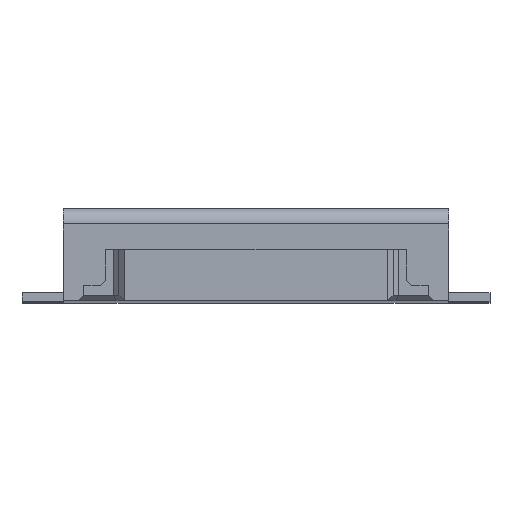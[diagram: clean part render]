
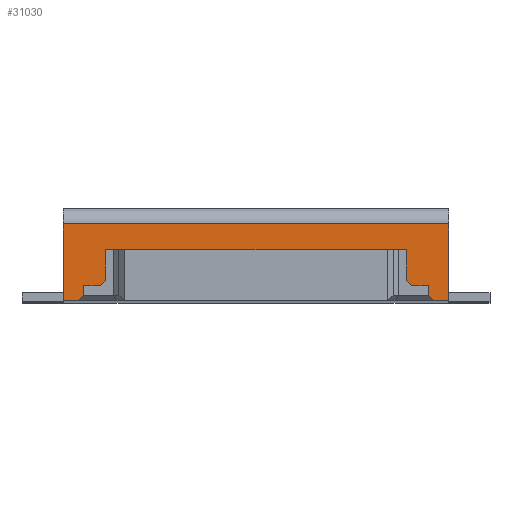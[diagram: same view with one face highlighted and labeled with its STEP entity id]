
A CAD part, top view. The second image highlights one B-rep face of the part: STEP entity #31030.
In plain terms, the highlighted planar face has unit normal (0, 0, 1).
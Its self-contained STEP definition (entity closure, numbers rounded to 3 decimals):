
#20150=CARTESIAN_POINT('',(-1.88,0.,9.11));
#20160=VERTEX_POINT('',#20150);
#20190=CARTESIAN_POINT('',(0.,0.,9.11));
#20200=DIRECTION('',(-1.,0.,0.));
#20210=VECTOR('',#20200,1.);
#20220=LINE('',#20190,#20210);
#20230=CARTESIAN_POINT('',(-1.73,0.,9.11));
#20240=VERTEX_POINT('',#20230);
#20250=EDGE_CURVE('',#20240,#20160,#20220,.T.);
#20950=CARTESIAN_POINT('',(1.73,0.,9.11));
#20960=VERTEX_POINT('',#20950);
#20990=CARTESIAN_POINT('',(1.88,0.,9.11));
#21000=VERTEX_POINT('',#20990);
#21010=EDGE_CURVE('',#21000,#20960,#20220,.T.);
#29860=CARTESIAN_POINT('',(1.88,0.,9.11));
#29870=DIRECTION('',(0.,0.,1.));
#29880=DIRECTION('',(1.,0.,0.));
#29890=AXIS2_PLACEMENT_3D('',#29860,#29870,#29880);
#29900=PLANE('',#29890);
#29910=CARTESIAN_POINT('',(0.,0.75,9.11));
#29920=DIRECTION('',(1.,0.,0.));
#29930=VECTOR('',#29920,1.);
#29940=LINE('',#29910,#29930);
#29950=CARTESIAN_POINT('',(-1.88,0.75,9.11));
#29960=VERTEX_POINT('',#29950);
#29970=CARTESIAN_POINT('',(1.88,0.75,9.11));
#29980=VERTEX_POINT('',#29970);
#29990=EDGE_CURVE('',#29960,#29980,#29940,.T.);
#30000=ORIENTED_EDGE('',*,*,#29990,.F.);
#30010=CARTESIAN_POINT('',(1.88,0.,9.11));
#30020=DIRECTION('',(0.,-1.,0.));
#30030=VECTOR('',#30020,1.);
#30040=LINE('',#30010,#30030);
#30050=EDGE_CURVE('',#29980,#21000,#30040,.T.);
#30060=ORIENTED_EDGE('',*,*,#30050,.F.);
#30070=ORIENTED_EDGE('',*,*,#21010,.F.);
#30080=CARTESIAN_POINT('',(0.,1.73,9.11));
#30090=DIRECTION('',(0.707,-0.707,0.));
#30100=VECTOR('',#30090,1.);
#30110=LINE('',#30080,#30100);
#30120=CARTESIAN_POINT('',(1.68,0.05,9.11));
#30130=VERTEX_POINT('',#30120);
#30140=EDGE_CURVE('',#30130,#20960,#30110,.T.);
#30150=ORIENTED_EDGE('',*,*,#30140,.T.);
#30160=CARTESIAN_POINT('',(1.68,0.,9.11));
#30170=DIRECTION('',(0.,1.,0.));
#30180=VECTOR('',#30170,1.);
#30190=LINE('',#30160,#30180);
#30200=CARTESIAN_POINT('',(1.68,0.15,9.11));
#30210=VERTEX_POINT('',#30200);
#30220=EDGE_CURVE('',#30130,#30210,#30190,.T.);
#30230=ORIENTED_EDGE('',*,*,#30220,.F.);
#30240=CARTESIAN_POINT('',(0.,0.15,9.11));
#30250=DIRECTION('',(1.,0.,0.));
#30260=VECTOR('',#30250,1.);
#30270=LINE('',#30240,#30260);
#30280=CARTESIAN_POINT('',(1.515,0.15,9.11));
#30290=VERTEX_POINT('',#30280);
#30300=EDGE_CURVE('',#30290,#30210,#30270,.T.);
#30310=ORIENTED_EDGE('',*,*,#30300,.T.);
#30320=CARTESIAN_POINT('',(0.,1.665,9.11));
#30330=DIRECTION('',(-0.707,0.707,0.));
#30340=VECTOR('',#30330,1.);
#30350=LINE('',#30320,#30340);
#30360=CARTESIAN_POINT('',(1.465,0.2,9.11));
#30370=VERTEX_POINT('',#30360);
#30380=EDGE_CURVE('',#30290,#30370,#30350,.T.);
#30390=ORIENTED_EDGE('',*,*,#30380,.F.);
#30400=CARTESIAN_POINT('',(1.465,0.,9.11));
#30410=DIRECTION('',(0.,1.,0.));
#30420=VECTOR('',#30410,1.);
#30430=LINE('',#30400,#30420);
#30440=CARTESIAN_POINT('',(1.465,0.5,9.11));
#30450=VERTEX_POINT('',#30440);
#30460=EDGE_CURVE('',#30370,#30450,#30430,.T.);
#30470=ORIENTED_EDGE('',*,*,#30460,.F.);
#30480=CARTESIAN_POINT('',(0.,0.5,9.11));
#30490=DIRECTION('',(-1.,0.,0.));
#30500=VECTOR('',#30490,1.);
#30510=LINE('',#30480,#30500);
#30520=CARTESIAN_POINT('',(-1.465,0.5,9.11));
#30530=VERTEX_POINT('',#30520);
#30540=EDGE_CURVE('',#30450,#30530,#30510,.T.);
#30550=ORIENTED_EDGE('',*,*,#30540,.F.);
#30560=CARTESIAN_POINT('',(-1.465,0.,9.11));
#30570=DIRECTION('',(0.,-1.,0.));
#30580=VECTOR('',#30570,1.);
#30590=LINE('',#30560,#30580);
#30600=CARTESIAN_POINT('',(-1.465,0.2,9.11));
#30610=VERTEX_POINT('',#30600);
#30620=EDGE_CURVE('',#30530,#30610,#30590,.T.);
#30630=ORIENTED_EDGE('',*,*,#30620,.F.);
#30640=CARTESIAN_POINT('',(0.,1.665,9.11));
#30650=DIRECTION('',(-0.707,-0.707,0.));
#30660=VECTOR('',#30650,1.);
#30670=LINE('',#30640,#30660);
#30680=CARTESIAN_POINT('',(-1.515,0.15,9.11));
#30690=VERTEX_POINT('',#30680);
#30700=EDGE_CURVE('',#30610,#30690,#30670,.T.);
#30710=ORIENTED_EDGE('',*,*,#30700,.F.);
#30720=CARTESIAN_POINT('',(0.,0.15,9.11));
#30730=DIRECTION('',(1.,0.,0.));
#30740=VECTOR('',#30730,1.);
#30750=LINE('',#30720,#30740);
#30760=CARTESIAN_POINT('',(-1.68,0.15,9.11));
#30770=VERTEX_POINT('',#30760);
#30780=EDGE_CURVE('',#30770,#30690,#30750,.T.);
#30790=ORIENTED_EDGE('',*,*,#30780,.T.);
#30800=CARTESIAN_POINT('',(-1.68,0.,9.11));
#30810=DIRECTION('',(0.,-1.,0.));
#30820=VECTOR('',#30810,1.);
#30830=LINE('',#30800,#30820);
#30840=CARTESIAN_POINT('',(-1.68,0.05,9.11));
#30850=VERTEX_POINT('',#30840);
#30860=EDGE_CURVE('',#30770,#30850,#30830,.T.);
#30870=ORIENTED_EDGE('',*,*,#30860,.F.);
#30880=CARTESIAN_POINT('',(0.,1.73,9.11));
#30890=DIRECTION('',(0.707,0.707,0.));
#30900=VECTOR('',#30890,1.);
#30910=LINE('',#30880,#30900);
#30920=EDGE_CURVE('',#20240,#30850,#30910,.T.);
#30930=ORIENTED_EDGE('',*,*,#30920,.T.);
#30940=ORIENTED_EDGE('',*,*,#20250,.F.);
#30950=CARTESIAN_POINT('',(-1.88,0.,9.11));
#30960=DIRECTION('',(0.,-1.,0.));
#30970=VECTOR('',#30960,1.);
#30980=LINE('',#30950,#30970);
#30990=EDGE_CURVE('',#29960,#20160,#30980,.T.);
#31000=ORIENTED_EDGE('',*,*,#30990,.T.);
#31010=EDGE_LOOP('',(#31000,#30940,#30930,#30870,#30790,#30710,#30630,
#30550,#30470,#30390,#30310,#30230,#30150,#30070,#30060,#30000));
#31020=FACE_OUTER_BOUND('',#31010,.T.);
#31030=ADVANCED_FACE('',(#31020),#29900,.T.);
